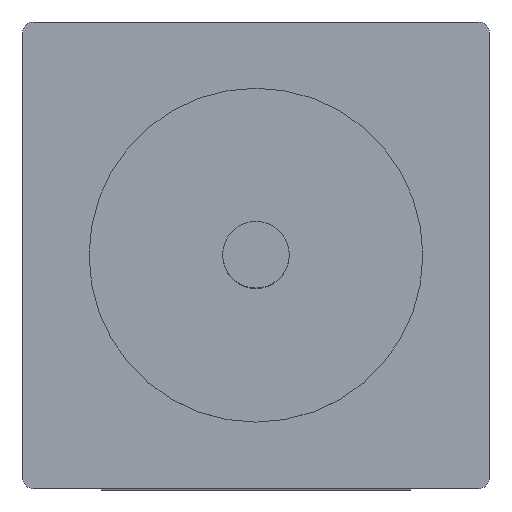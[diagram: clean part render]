
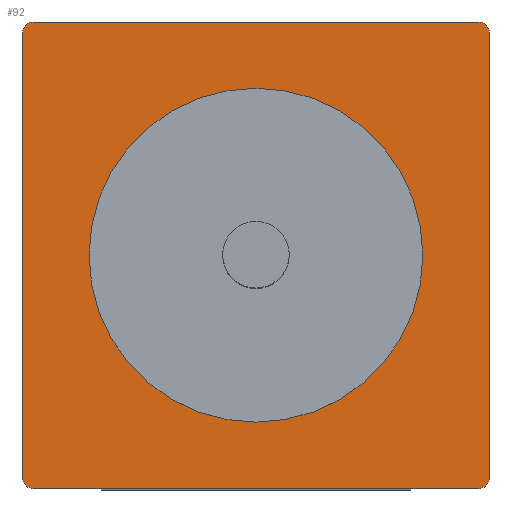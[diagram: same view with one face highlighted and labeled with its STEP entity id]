
A CAD part, top view. The second image highlights one B-rep face of the part: STEP entity #92.
In plain terms, the highlighted planar face has unit normal (0, 0, 1).
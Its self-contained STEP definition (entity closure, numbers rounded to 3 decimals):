
#3 = DIRECTION ( 'NONE',  ( 0., 1., 0. ) ) ;
#6 = DIRECTION ( 'NONE',  ( -1., 0., 0. ) ) ;
#20 = DIRECTION ( 'NONE',  ( 0., -1., 0. ) ) ;
#23 = VERTEX_POINT ( 'NONE', #178 ) ;
#26 = CARTESIAN_POINT ( 'NONE',  ( -9.634, 6.28, 81. ) ) ;
#41 = PLANE ( 'NONE',  #609 ) ;
#47 = CARTESIAN_POINT ( 'NONE',  ( 27.5, 27.5, 81. ) ) ;
#59 = CARTESIAN_POINT ( 'NONE',  ( 6.27, 6.28, 81. ) ) ;
#63 = EDGE_CURVE ( 'NONE', #664, #97, #130, .T. ) ;
#67 = CARTESIAN_POINT ( 'NONE',  ( -14.95, 28.5, 81. ) ) ;
#68 = AXIS2_PLACEMENT_3D ( 'NONE', #325, #459, #694 ) ;
#71 = VECTOR ( 'NONE', #3, 1000. ) ;
#92 = ADVANCED_FACE ( 'NONE', ( #769, #567 ), #41, .T. ) ;
#97 = VERTEX_POINT ( 'NONE', #791 ) ;
#101 = CARTESIAN_POINT ( 'NONE',  ( 28.5, 27.5, 81. ) ) ;
#108 = VERTEX_POINT ( 'NONE', #177 ) ;
#117 = CIRCLE ( 'NONE', #68, 1. ) ;
#123 = DIRECTION ( 'NONE',  ( 0., 0., 1. ) ) ;
#130 = CIRCLE ( 'NONE', #640, 15.904 ) ;
#132 = CARTESIAN_POINT ( 'NONE',  ( 28.5, 27.5, 81. ) ) ;
#135 = DIRECTION ( 'NONE',  ( 0., 0., 1. ) ) ;
#141 = CIRCLE ( 'NONE', #169, 15.904 ) ;
#169 = AXIS2_PLACEMENT_3D ( 'NONE', #59, #495, #559 ) ;
#170 = CIRCLE ( 'NONE', #393, 1. ) ;
#173 = VERTEX_POINT ( 'NONE', #67 ) ;
#177 = CARTESIAN_POINT ( 'NONE',  ( -14.95, -15.95, 81. ) ) ;
#178 = CARTESIAN_POINT ( 'NONE',  ( 28.5, -14.95, 81. ) ) ;
#182 = VERTEX_POINT ( 'NONE', #675 ) ;
#185 = CARTESIAN_POINT ( 'NONE',  ( 27.5, -14.95, 81. ) ) ;
#191 = EDGE_LOOP ( 'NONE', ( #245, #700, #380, #536, #662, #243, #663, #426 ) ) ;
#197 = DIRECTION ( 'NONE',  ( 1., 0., 0. ) ) ;
#208 = CIRCLE ( 'NONE', #249, 1. ) ;
#231 = LINE ( 'NONE', #132, #71 ) ;
#237 = DIRECTION ( 'NONE',  ( 0., 0., 1. ) ) ;
#243 = ORIENTED_EDGE ( 'NONE', *, *, #383, .T. ) ;
#245 = ORIENTED_EDGE ( 'NONE', *, *, #323, .T. ) ;
#248 = EDGE_CURVE ( 'NONE', #403, #23, #556, .T. ) ;
#249 = AXIS2_PLACEMENT_3D ( 'NONE', #438, #135, #755 ) ;
#258 = EDGE_CURVE ( 'NONE', #97, #664, #141, .T. ) ;
#266 = CARTESIAN_POINT ( 'NONE',  ( -15.95, 27.5, 81. ) ) ;
#288 = DIRECTION ( 'NONE',  ( -1., 0., 0. ) ) ;
#294 = EDGE_CURVE ( 'NONE', #108, #403, #534, .T. ) ;
#305 = CARTESIAN_POINT ( 'NONE',  ( 27.5, -15.95, 81. ) ) ;
#312 = CARTESIAN_POINT ( 'NONE',  ( -14.95, 28.5, 81. ) ) ;
#314 = CARTESIAN_POINT ( 'NONE',  ( -15.95, 27.5, 81. ) ) ;
#315 = LINE ( 'NONE', #266, #717 ) ;
#318 = CARTESIAN_POINT ( 'NONE',  ( -14.95, -15.95, 81. ) ) ;
#323 = EDGE_CURVE ( 'NONE', #173, #359, #208, .T. ) ;
#325 = CARTESIAN_POINT ( 'NONE',  ( -14.95, -14.95, 81. ) ) ;
#338 = EDGE_CURVE ( 'NONE', #182, #173, #399, .T. ) ;
#359 = VERTEX_POINT ( 'NONE', #314 ) ;
#380 = ORIENTED_EDGE ( 'NONE', *, *, #501, .T. ) ;
#383 = EDGE_CURVE ( 'NONE', #23, #771, #231, .T. ) ;
#393 = AXIS2_PLACEMENT_3D ( 'NONE', #47, #531, #288 ) ;
#399 = LINE ( 'NONE', #312, #415 ) ;
#403 = VERTEX_POINT ( 'NONE', #305 ) ;
#415 = VECTOR ( 'NONE', #6, 1000. ) ;
#426 = ORIENTED_EDGE ( 'NONE', *, *, #338, .T. ) ;
#438 = CARTESIAN_POINT ( 'NONE',  ( -14.95, 27.5, 81. ) ) ;
#452 = CARTESIAN_POINT ( 'NONE',  ( -15.95, -14.95, 81. ) ) ;
#459 = DIRECTION ( 'NONE',  ( 0., 0., 1. ) ) ;
#481 = DIRECTION ( 'NONE',  ( 0., 0., 1. ) ) ;
#483 = VERTEX_POINT ( 'NONE', #452 ) ;
#495 = DIRECTION ( 'NONE',  ( 0., 0., 1. ) ) ;
#501 = EDGE_CURVE ( 'NONE', #483, #108, #117, .T. ) ;
#510 = EDGE_LOOP ( 'NONE', ( #680, #799 ) ) ;
#531 = DIRECTION ( 'NONE',  ( 0., 0., 1. ) ) ;
#534 = LINE ( 'NONE', #318, #785 ) ;
#536 = ORIENTED_EDGE ( 'NONE', *, *, #294, .T. ) ;
#540 = AXIS2_PLACEMENT_3D ( 'NONE', #185, #123, #197 ) ;
#556 = CIRCLE ( 'NONE', #540, 1. ) ;
#559 = DIRECTION ( 'NONE',  ( 1., 0., 0. ) ) ;
#567 = FACE_OUTER_BOUND ( 'NONE', #191, .T. ) ;
#600 = CARTESIAN_POINT ( 'NONE',  ( 6.27, 6.28, 81. ) ) ;
#609 = AXIS2_PLACEMENT_3D ( 'NONE', #793, #237, #673 ) ;
#632 = DIRECTION ( 'NONE',  ( 1., 0., 0. ) ) ;
#637 = EDGE_CURVE ( 'NONE', #359, #483, #315, .T. ) ;
#640 = AXIS2_PLACEMENT_3D ( 'NONE', #600, #481, #798 ) ;
#662 = ORIENTED_EDGE ( 'NONE', *, *, #248, .T. ) ;
#663 = ORIENTED_EDGE ( 'NONE', *, *, #801, .T. ) ;
#664 = VERTEX_POINT ( 'NONE', #26 ) ;
#673 = DIRECTION ( 'NONE',  ( 1., 0., 0. ) ) ;
#675 = CARTESIAN_POINT ( 'NONE',  ( 27.5, 28.5, 81. ) ) ;
#680 = ORIENTED_EDGE ( 'NONE', *, *, #63, .F. ) ;
#694 = DIRECTION ( 'NONE',  ( 1., 0., 0. ) ) ;
#700 = ORIENTED_EDGE ( 'NONE', *, *, #637, .T. ) ;
#717 = VECTOR ( 'NONE', #20, 1000. ) ;
#755 = DIRECTION ( 'NONE',  ( 1., 0., 0. ) ) ;
#769 = FACE_BOUND ( 'NONE', #510, .T. ) ;
#771 = VERTEX_POINT ( 'NONE', #101 ) ;
#785 = VECTOR ( 'NONE', #632, 1000. ) ;
#791 = CARTESIAN_POINT ( 'NONE',  ( 22.174, 6.28, 81. ) ) ;
#793 = CARTESIAN_POINT ( 'NONE',  ( -14.95, 27.5, 81. ) ) ;
#798 = DIRECTION ( 'NONE',  ( 1., 0., 0. ) ) ;
#799 = ORIENTED_EDGE ( 'NONE', *, *, #258, .F. ) ;
#801 = EDGE_CURVE ( 'NONE', #771, #182, #170, .T. ) ;
